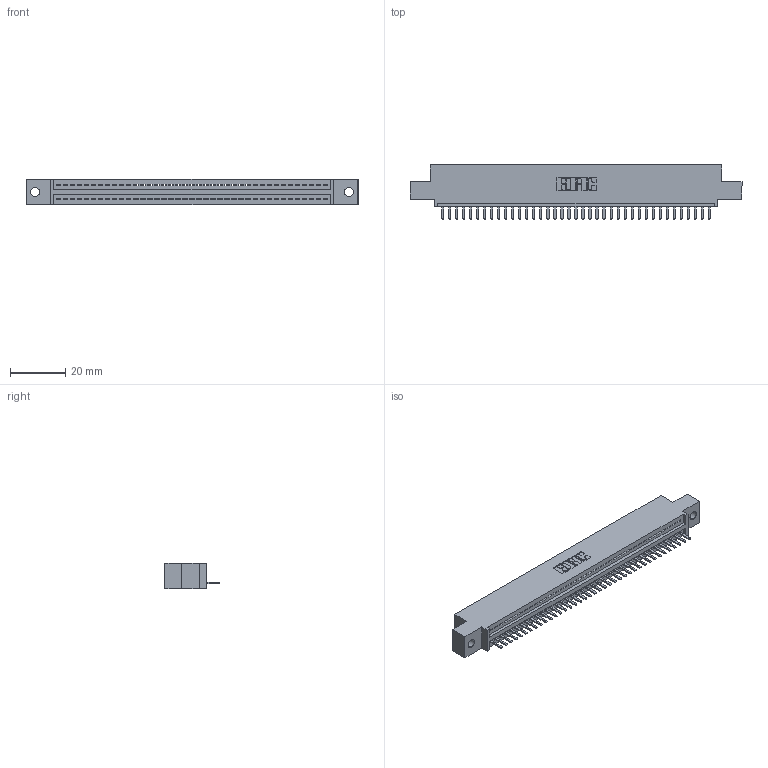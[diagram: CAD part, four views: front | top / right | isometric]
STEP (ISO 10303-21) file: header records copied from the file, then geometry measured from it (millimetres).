
FILE_DESCRIPTION (( 'STEP AP203' ), '1' );
FILE_NAME ('345-039-520-402.STEP', '2018-08-30T11:28:04', ( '' ), ( '' ), 'SwSTEP 2.0', 'SolidWorks 2016', '' );
FILE_SCHEMA (( 'CONFIG_CONTROL_DESIGN' ));
Length unit declared in the file: inch
Products named in the file (3): 345 Part_0.110 Offset - 0.128 Dia; 345-292-001_345-293-120; 345-039-520-402
Assembly tree (40 placements, depth 2):
  345-039-520-402
    345 Part_0.110 Offset - 0.128 Dia
    345-292-001_345-293-120  x39
Bounding box: 120.27 x 19.68 x 9.4 mm (x, y, z)
Volume: 334.4 mm3; surface area: 14248.7 mm2
Topology: 39 solids, 40 shells, 2547 faces, 7529 edges, 4914 vertices
Faces by surface type: plane 1721, cylinder 826
Entity records: 30005 total; most frequent: CARTESIAN_POINT 5217, ORIENTED_EDGE 5178, DIRECTION 4547, EDGE_CURVE 2589, LINE 2297, VECTOR 2297, VERTEX_POINT 1722, AXIS2_PLACEMENT_3D 1125
